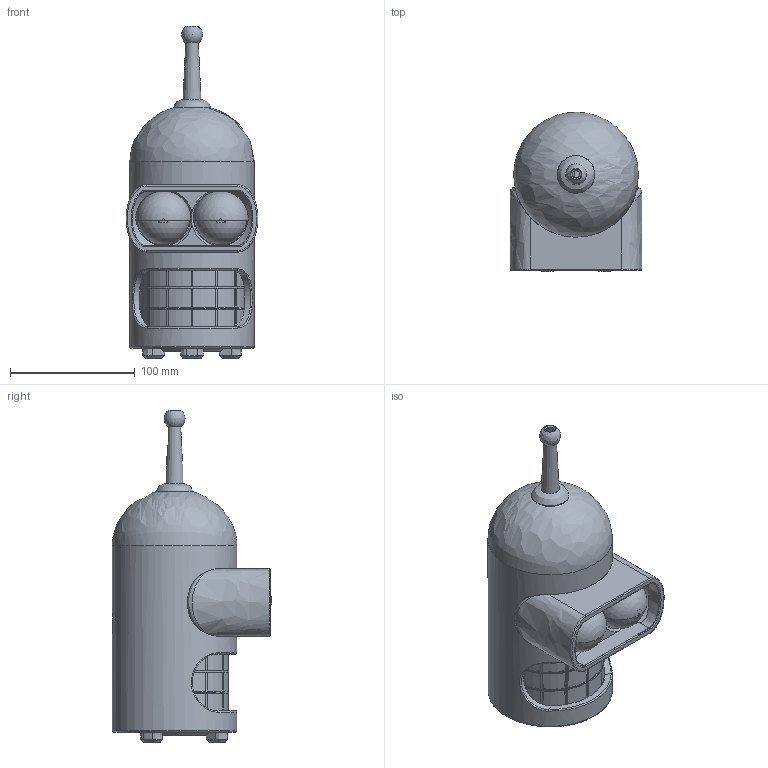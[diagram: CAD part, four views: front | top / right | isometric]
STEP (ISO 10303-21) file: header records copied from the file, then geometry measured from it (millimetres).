
FILE_DESCRIPTION(/* description */ (''),/* implementation_level */ '2;1');
FILE_NAME(/* name */ 'bndr.stp',/* time_stamp */ '2020-05-23T11:06:01+03:00',/* author */ (''),/* organization */ (''),/* preprocessor_version */ 'ST-DEVELOPER v15.2',/* originating_system */ 'Autodesk Translator Framework v2.0.0.5431',/* authorisation */ '');
FILE_SCHEMA (('AUTOMOTIVE_DESIGN { 1 0 10303 214 3 1 1 }'));
Products named in the file (1): bender
Bounding box: 105.91 x 128 x 266.59 mm (x, y, z)
Volume: 667143.7 mm3; surface area: 314980 mm2
Topology: 42 solids, 42 shells, 2171 faces, 5584 edges, 3395 vertices
Faces by surface type: plane 1130, cylinder 538, cone 338, bspline 121, sphere 26, torus 18
Full cylindrical faces by diameter (mm): 2 x8, 2.2 x8, 2.6 x22, 2.76 x14, 3 x4, 3.2 x8, 3.4 x6, 4 x8, 6 x6, 6.8 x2, 8 x1, 10.8 x2, 11 x1, 11.6 x1, 24 x2, 26 x1, 29.2 x1, 29.8 x1, 44 x1, 44.4 x2, 48 x1, 100 x1
Entity records: 70079 total; most frequent: CARTESIAN_POINT 20193, DIRECTION 10276, ORIENTED_EDGE 10186, EDGE_CURVE 5093, AXIS2_PLACEMENT_3D 3716, VERTEX_POINT 3283, LINE 2844, VECTOR 2844
